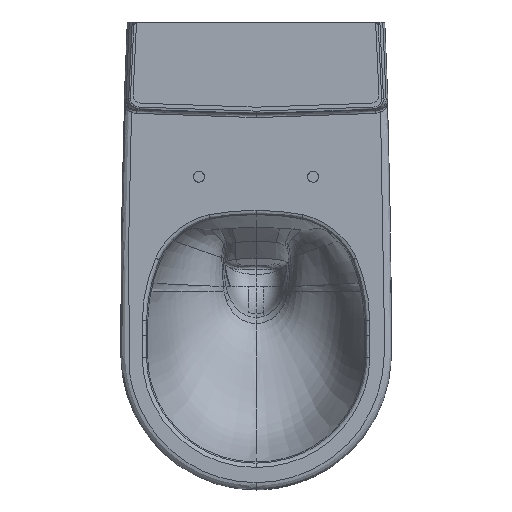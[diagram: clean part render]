
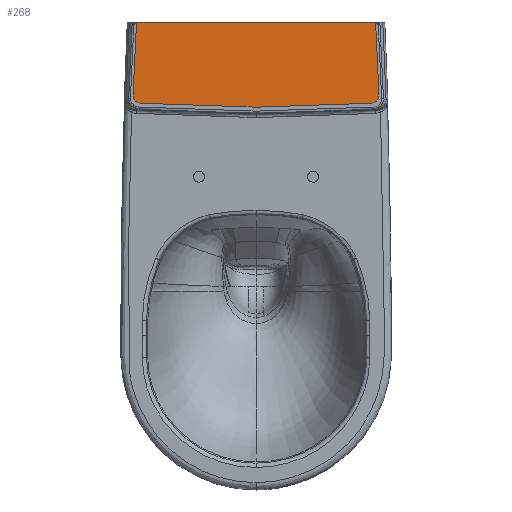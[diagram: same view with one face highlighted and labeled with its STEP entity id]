
A CAD part, top view. The second image highlights one B-rep face of the part: STEP entity #268.
In plain terms, the highlighted planar face has unit normal (0, 0, 1).
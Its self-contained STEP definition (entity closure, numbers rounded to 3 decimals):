
#192=PLANE('',#4039);
#201=CIRCLE('',#4037,10.969);
#202=CIRCLE('',#4038,10.969);
#246=LINE('',#8021,#252);
#247=LINE('',#8024,#253);
#248=LINE('',#8040,#254);
#252=VECTOR('',#4094,1.);
#253=VECTOR('',#4095,1.);
#254=VECTOR('',#4100,1.);
#268=ADVANCED_FACE('',(#667),#192,.F.);
#667=FACE_OUTER_BOUND('',#920,.T.);
#920=EDGE_LOOP('',(#1214,#1215,#1216,#1217,#1218,#1219,#1220));
#1214=ORIENTED_EDGE('',*,*,#2872,.F.);
#1215=ORIENTED_EDGE('',*,*,#2873,.F.);
#1216=ORIENTED_EDGE('',*,*,#2874,.F.);
#1217=ORIENTED_EDGE('',*,*,#2875,.F.);
#1218=ORIENTED_EDGE('',*,*,#2876,.F.);
#1219=ORIENTED_EDGE('',*,*,#2877,.F.);
#1220=ORIENTED_EDGE('',*,*,#2878,.F.);
#2481=VERTEX_POINT('',#8022);
#2482=VERTEX_POINT('',#8023);
#2483=VERTEX_POINT('',#8025);
#2484=VERTEX_POINT('',#8027);
#2485=VERTEX_POINT('',#8032);
#2486=VERTEX_POINT('',#8037);
#2487=VERTEX_POINT('',#8039);
#2872=EDGE_CURVE('',#2481,#2482,#246,.T.);
#2873=EDGE_CURVE('',#2483,#2481,#247,.T.);
#2874=EDGE_CURVE('',#2484,#2483,#201,.T.);
#2875=EDGE_CURVE('',#2485,#2484,#3509,.T.);
#2876=EDGE_CURVE('',#2486,#2485,#3510,.T.);
#2877=EDGE_CURVE('',#2487,#2486,#202,.T.);
#2878=EDGE_CURVE('',#2482,#2487,#248,.T.);
#3509=B_SPLINE_CURVE_WITH_KNOTS('',3,(#8028,#8029,#8030,#8031),
 .UNSPECIFIED.,.F.,.F.,(4,4),(0.,1.),.UNSPECIFIED.);
#3510=B_SPLINE_CURVE_WITH_KNOTS('',3,(#8033,#8034,#8035,#8036),
 .UNSPECIFIED.,.F.,.F.,(4,4),(0.,1.),.UNSPECIFIED.);
#4037=AXIS2_PLACEMENT_3D('',#8026,#4096,#4097);
#4038=AXIS2_PLACEMENT_3D('',#8038,#4098,#4099);
#4039=AXIS2_PLACEMENT_3D('',#8041,#4101,#4102);
#4094=DIRECTION('',(1.,0.,0.));
#4095=DIRECTION('',(0.047,0.999,0.));
#4096=DIRECTION('',(0.,0.,-1.));
#4097=DIRECTION('',(-1.,0.,0.));
#4098=DIRECTION('',(0.,0.,-1.));
#4099=DIRECTION('',(1.,0.,0.));
#4100=DIRECTION('',(0.047,-0.999,0.));
#4101=DIRECTION('',(0.,0.,-1.));
#4102=DIRECTION('',(1.,0.,0.));
#8021=CARTESIAN_POINT('',(162.219,-5.,10.));
#8022=CARTESIAN_POINT('',(-162.219,-5.,10.));
#8023=CARTESIAN_POINT('',(162.219,-5.,10.));
#8024=CARTESIAN_POINT('',(-164.644,-56.99,10.));
#8025=CARTESIAN_POINT('',(-166.824,-103.737,10.));
#8026=CARTESIAN_POINT('',(-155.866,-104.248,10.));
#8027=CARTESIAN_POINT('',(-156.618,-115.192,10.));
#8028=CARTESIAN_POINT('',(0.,-120.56,10.));
#8029=CARTESIAN_POINT('',(-52.248,-120.562,10.));
#8030=CARTESIAN_POINT('',(-104.493,-118.772,10.));
#8031=CARTESIAN_POINT('',(-156.618,-115.192,10.));
#8032=CARTESIAN_POINT('',(0.,-120.56,10.));
#8033=CARTESIAN_POINT('',(156.618,-115.192,10.));
#8034=CARTESIAN_POINT('',(104.493,-118.772,10.));
#8035=CARTESIAN_POINT('',(52.248,-120.562,10.));
#8036=CARTESIAN_POINT('',(0.,-120.56,10.));
#8037=CARTESIAN_POINT('',(156.618,-115.192,10.));
#8038=CARTESIAN_POINT('',(155.866,-104.248,10.));
#8039=CARTESIAN_POINT('',(166.824,-103.737,10.));
#8040=CARTESIAN_POINT('',(164.644,-56.99,10.));
#8041=CARTESIAN_POINT('',(0.,0.,10.));
